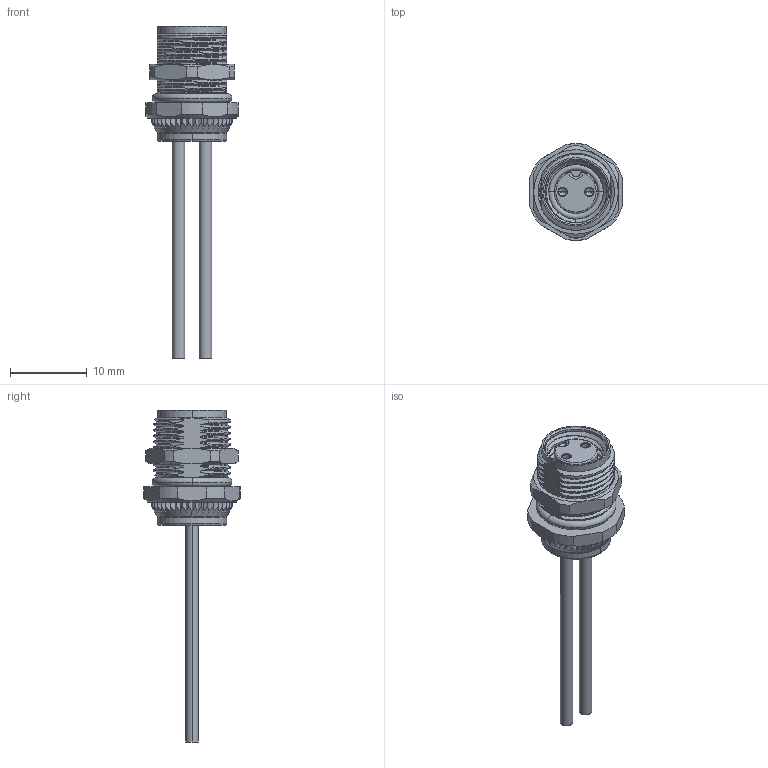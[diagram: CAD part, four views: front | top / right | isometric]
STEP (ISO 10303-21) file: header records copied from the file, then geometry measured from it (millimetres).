
FILE_DESCRIPTION((''),'2;1');
FILE_NAME('3P-K133332_2_018','2025-09-14T',('gongcheng16'),(''),'PRO/ENGINEER BY PARAMETRIC TECHNOLOGY CORPORATION, 2010280','PRO/ENGINEER BY PARAMETRIC TECHNOLOGY CORPORATION, 2010280','');
FILE_SCHEMA(('CONFIG_CONTROL_DESIGN'));
Length unit declared in the file: millimetre
Products named in the file (1): 3P-K133332_2_018
Bounding box: 12 x 12.6 x 43.2 mm (x, y, z)
Volume: 260.6 mm3; surface area: 2675 mm2
Topology: 1 solids, 10 shells, 549 faces, 1421 edges, 911 vertices
Faces by surface type: plane 195, cylinder 185, bspline 82, cone 65, torus 22
Entity records: 30366 total; most frequent: CARTESIAN_POINT 17553, ORIENTED_EDGE 2826, DIRECTION 2407, EDGE_CURVE 1413, VERTEX_POINT 911, AXIS2_PLACEMENT_3D 902, VECTOR 603, LINE 603
